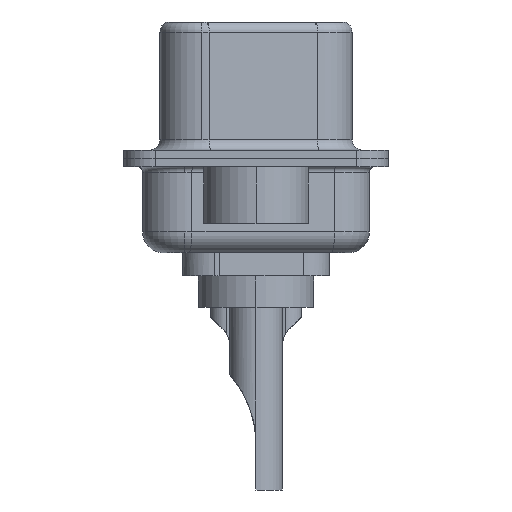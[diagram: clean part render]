
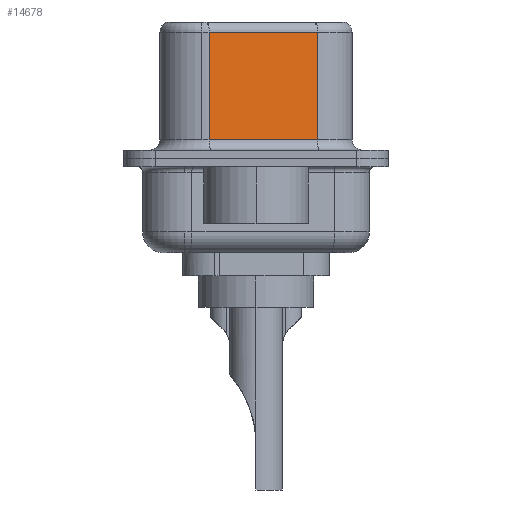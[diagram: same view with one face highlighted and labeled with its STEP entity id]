
A CAD part, left-side view. The second image highlights one B-rep face of the part: STEP entity #14678.
In plain terms, the highlighted planar face has unit normal (-0.985, -0.174, 0).
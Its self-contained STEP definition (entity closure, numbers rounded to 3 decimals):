
#816 = VECTOR ( 'NONE', #17497, 1000. ) ;
#1036 = CARTESIAN_POINT ( 'NONE',  ( 3.67, 2.233, 0.9 ) ) ;
#1928 = CARTESIAN_POINT ( 'NONE',  ( 3.67, 2.233, 6.02 ) ) ;
#2989 = DIRECTION ( 'NONE',  ( 0., 0., -1. ) ) ;
#3378 = EDGE_CURVE ( 'NONE', #4010, #19436, #4796, .T. ) ;
#4010 = VERTEX_POINT ( 'NONE', #16807 ) ;
#4367 = VERTEX_POINT ( 'NONE', #1036 ) ;
#4543 = ORIENTED_EDGE ( 'NONE', *, *, #9558, .T. ) ;
#4796 = LINE ( 'NONE', #7754, #816 ) ;
#4836 = LINE ( 'NONE', #19290, #8324 ) ;
#5384 = CARTESIAN_POINT ( 'NONE',  ( 3.67, 2.233, 6.52 ) ) ;
#7146 = VECTOR ( 'NONE', #8396, 1000. ) ;
#7202 = CARTESIAN_POINT ( 'NONE',  ( 4.58, -2.927, 6.52 ) ) ;
#7754 = CARTESIAN_POINT ( 'NONE',  ( 4.58, -2.927, 6.02 ) ) ;
#8324 = VECTOR ( 'NONE', #10215, 1000. ) ;
#8396 = DIRECTION ( 'NONE',  ( 0., 0., -1. ) ) ;
#8747 = DIRECTION ( 'NONE',  ( -0.174, 0.985, 0. ) ) ;
#9558 = EDGE_CURVE ( 'NONE', #4367, #17191, #4836, .T. ) ;
#10215 = DIRECTION ( 'NONE',  ( 0.174, -0.985, 0. ) ) ;
#11424 = AXIS2_PLACEMENT_3D ( 'NONE', #7202, #17824, #8747 ) ;
#11660 = LINE ( 'NONE', #5384, #7146 ) ;
#11951 = CARTESIAN_POINT ( 'NONE',  ( 4.58, -2.927, 6.52 ) ) ;
#12239 = EDGE_CURVE ( 'NONE', #4010, #17191, #18018, .T. ) ;
#12249 = ORIENTED_EDGE ( 'NONE', *, *, #12239, .F. ) ;
#13226 = CARTESIAN_POINT ( 'NONE',  ( 4.58, -2.927, 0.9 ) ) ;
#13650 = FACE_OUTER_BOUND ( 'NONE', #16330, .T. ) ;
#14439 = VECTOR ( 'NONE', #2989, 1000. ) ;
#14678 = ADVANCED_FACE ( 'NONE', ( #13650 ), #16309, .F. ) ;
#16309 = PLANE ( 'NONE',  #11424 ) ;
#16330 = EDGE_LOOP ( 'NONE', ( #12249, #16623, #16562, #4543 ) ) ;
#16562 = ORIENTED_EDGE ( 'NONE', *, *, #17592, .T. ) ;
#16623 = ORIENTED_EDGE ( 'NONE', *, *, #3378, .T. ) ;
#16807 = CARTESIAN_POINT ( 'NONE',  ( 4.58, -2.927, 6.02 ) ) ;
#17191 = VERTEX_POINT ( 'NONE', #13226 ) ;
#17497 = DIRECTION ( 'NONE',  ( -0.174, 0.985, 0. ) ) ;
#17592 = EDGE_CURVE ( 'NONE', #19436, #4367, #11660, .T. ) ;
#17824 = DIRECTION ( 'NONE',  ( 0.985, 0.174, 0. ) ) ;
#18018 = LINE ( 'NONE', #11951, #14439 ) ;
#19290 = CARTESIAN_POINT ( 'NONE',  ( 4.58, -2.927, 0.9 ) ) ;
#19436 = VERTEX_POINT ( 'NONE', #1928 ) ;
